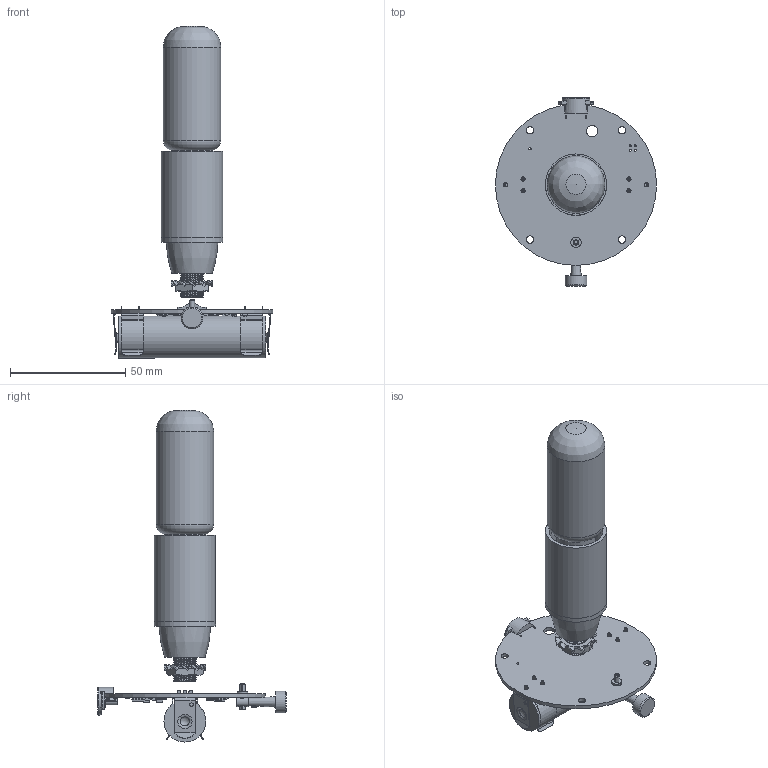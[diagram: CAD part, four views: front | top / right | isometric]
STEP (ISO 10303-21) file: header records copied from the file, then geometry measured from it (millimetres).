
FILE_DESCRIPTION(/* description */ (''),/* implementation_level */ '2;1');
FILE_NAME(/* name */ '3D KIT CABLESS E14 5V.step',/* time_stamp */ '2025-07-01T18:00:40+02:00',/* author */ (''),/* organization */ (''),/* preprocessor_version */ 'ST-DEVELOPER v20.1',/* originating_system */ 'Autodesk Translation Framework v14.10.0.0',/* authorisation */ '');
FILE_SCHEMA (('AUTOMOTIVE_DESIGN { 1 0 10303 214 3 1 1 }'));
Products named in the file (80): NP_22045 Cone Table lamp A.Tasto nuovo; Tige M10 x 15 mm v2; Scheda singola V1.1 v1 (1); C_0603_1608Metric (2); SOIC-8_3.9x4.9mm_P1.27mm (2); s7181-45 (2); COMPOUND (4); R_0603_1608Metric (2); C_0805_2012Metric (2); SOT-23-6 (2); keystone-PN54 (2); D_SMA (2); SOT-363_SC-70-6 (2); SOLID (7) (2); sod123 (2); SOLID (8) (2); SRN4012TA (2); SOLID (9) (2); Everlight 17-223 (1); COMPOUND (1) (2); SOT-23 (2); SOLID (10) (2); USB4125-GF-A (2); COMPOUND (2) (2); R_1210_3225Metric (2); SOLID (11) (2); Bat+dimmer_5V PCB (2); C_0805_2012Metric (2)_1; SOIC-8_3.9x4.9mm_P1.27mm (2)_1; SOLID (1) (2); C_0603_1608Metric (2)_1; R_0603_1608Metric (2)_1; C_0603_1608Metric (2)_2; R_0603_1608Metric (2)_2; C_0805_2012Metric (2)_2; C_0603_1608Metric (2)_3; R_0603_1608Metric (2)_3; R_0603_1608Metric (2)_4; R_0603_1608Metric (2)_5; R_0603_1608Metric (2)_6 ...
Assembly tree (113 placements, depth 4):
  NP_22045 Cone Table lamp A.Tasto nuovo
    Tige M10 x 15 mm v2
    Scheda singola V1.1 v1 (1)
      C_0603_1608Metric (2)
        SOLID (14)
      SOIC-8_3.9x4.9mm_P1.27mm (2)
        SOLID (1) (2)
      s7181-45 (2)
        COMPOUND (4)
      R_0603_1608Metric (2)
        SOLID (2) (2)
      C_0805_2012Metric (2)
        SOLID (3) (2)
      SOT-23-6 (2)
        SOLID (4) (2)
      keystone-PN54 (2)
        SOLID (5) (2)
      D_SMA (2)
        SOLID (6) (2)
      SOT-363_SC-70-6 (2)
        SOLID (7) (2)
      sod123 (2)
        SOLID (8) (2)
      SRN4012TA (2)
        SOLID (9) (2)
      Everlight 17-223 (1)
        COMPOUND (1) (2)
      SOT-23 (2)
        SOLID (10) (2)
      USB4125-GF-A (2)
        COMPOUND (2) (2)
      R_1210_3225Metric (2)
        SOLID (11) (2)
      Bat+dimmer_5V PCB (2)
      C_0805_2012Metric (2)_1
        SOLID (3) (2)
      SOIC-8_3.9x4.9mm_P1.27mm (2)_1
        SOLID (1) (2)
      C_0603_1608Metric (2)_1
        SOLID (14)
      R_0603_1608Metric (2)_1
        SOLID (2) (2)
      C_0603_1608Metric (2)_2
        SOLID (14)
      R_0603_1608Metric (2)_2
        SOLID (2) (2)
      C_0805_2012Metric (2)_2
        SOLID (3) (2)
      C_0603_1608Metric (2)_3
        SOLID (14)
      R_0603_1608Metric (2)_3
        SOLID (2) (2)
      R_0603_1608Metric (2)_4
        SOLID (2) (2)
      R_0603_1608Metric (2)_5
        SOLID (2) (2)
      R_0603_1608Metric (2)_6
        SOLID (2) (2)
      C_0805_2012Metric (2)_3
        SOLID (3) (2)
Bounding box: 70 x 81.79 x 144.2 mm (x, y, z)
Volume: 65114.7 mm3; surface area: 38891.4 mm2
Topology: 72 solids, 743 shells, 3468 faces, 11052 edges, 8445 vertices
Faces by surface type: plane 2325, cylinder 997, bspline 84, cone 45, torus 12, sphere 5
Full cylindrical faces by diameter (mm): 0.05 x2, 0.6 x2, 0.8 x4, 1 x2, 1.575 x2, 1.8 x6, 2.5 x1, 3.15 x1, 3.2 x5, 4 x1, 4.5 x1, 5 x1, 6.75 x1, 8.701 x2, 8.744 x19, 9.036 x8, 9.5 x2, 10 x3, 10.147 x8, 10.274 x2, 10.5 x1, 12 x1, 12.137 x9, 12.226 x2, 13.6 x1, 13.85 x9, 17 x1, 18 x1, 18.2 x1, 19 x3
Entity records: 116154 total; most frequent: CARTESIAN_POINT 47783, DIRECTION 12942, ORIENTED_EDGE 11422, EDGE_CURVE 7618, VERTEX_POINT 6249, LINE 5726, VECTOR 5726, AXIS2_PLACEMENT_3D 3608
